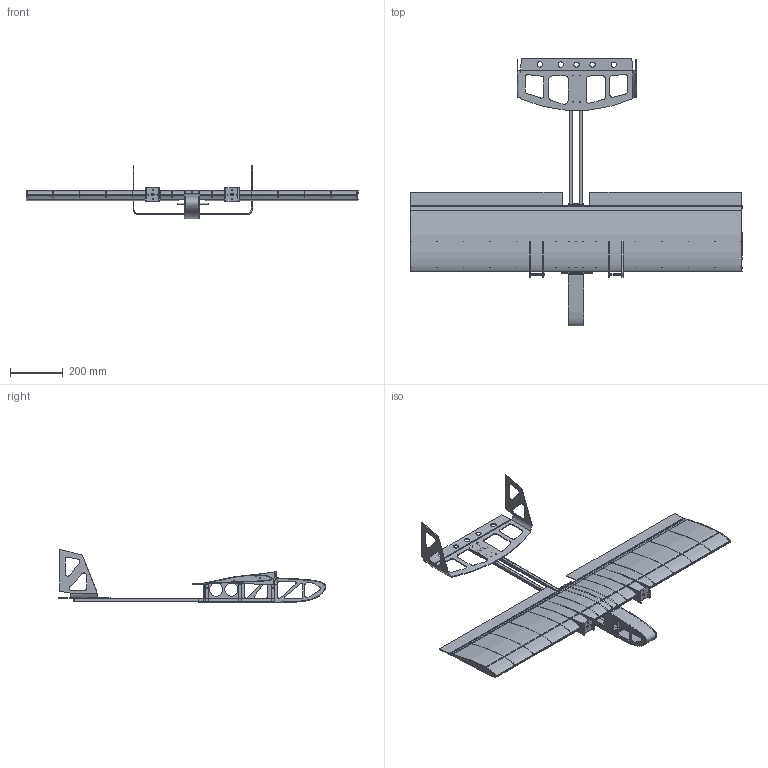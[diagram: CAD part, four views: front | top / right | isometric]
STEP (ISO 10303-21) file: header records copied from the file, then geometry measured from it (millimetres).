
FILE_DESCRIPTION(/* description */ ('STEP AP242'),/* implementation_level */ '2;1');
FILE_NAME(/* name */ 'Assembly.step',/* time_stamp */ '2025-12-27T21:15:43+05:30',/* author */ (''),/* organization */ (''),/* preprocessor_version */ 'ST-DEVELOPER v20.1',/* originating_system */ 'Autodesk Translation Framework v14.21.0.0',/* authorisation */ '');
FILE_SCHEMA (('AUTOMOTIVE_DESIGN { 1 0 10303 214 3 1 1 }'));
Length unit declared in the file: metre
Products named in the file (52): Assembly 2; Part 2 (6); Part 2; Part 2 (9); Part 2 (5); Part 1 (4); Part 1 (8); Part 1 (7); Part 4 (1); Part 1 (2); Part 2 (8); Part 12; Part 1 (8)_1; Part 1 (1); Part 2 (2); Part 5 (1); Part 9; Part 6; Part 1 (11); Part 2 (7); Part 16; Part 10; Part 8; Part 19; Part 3 (1); Part 2 (3); Part 4 (2); Part 2 (4); Part 3 (3); Part 1 (10); Part 1; Part 14; Part 1 (9); Part 1 (6); Part 1 (13); Part 4; Part 1 (12); Part 13; Part 3; Part 1 (3) ...
Assembly tree (52 placements, depth 2):
  Assembly 2
    Part 2 (6)
    Part 2
    Part 2 (9)
    Part 2 (5)
    Part 1 (4)
    Part 1 (8)
    Part 1 (7)
    Part 4 (1)
    Part 1 (2)
    Part 2 (8)
    Part 12
    Part 1_1  x2
    Part 1 (8)_1
    Part 1 (1)
    Part 2 (2)
    Part 5 (1)
    Part 9
    Part 6
    Part 1 (11)
    Part 2 (7)
    Part 16
    Part 10
    Part 8
    Part 19
    Part 3 (1)
    Part 2 (3)
    Part 4 (2)
    Part 2 (4)
    Part 3 (3)
    Part 1 (10)
    Part 1
    Part 14
    Part 1 (9)
    Part 1 (6)
    Part 1 (13)
    Part 4
    Part 1 (12)
    Part 13
    Part 3
    Part 1 (3)
    Part 18
    Part 2 (1)
    Part 7
    Part 1 (5)
    Part 4 (3)
    Part 5
    Part 6 (1)
    Part 17
    Part 11
    Part 3 (2)
    Part 15
Bounding box: 1256 x 1012.06 x 201.55 mm (x, y, z)
Volume: 2033740.5 mm3; surface area: 2851064.2 mm2
Topology: 52 solids, 52 shells, 877 faces, 2308 edges, 1535 vertices
Faces by surface type: plane 517, cylinder 187, bspline 173
Full cylindrical faces by diameter (mm): 3 x12, 3.1 x23, 3.2 x16, 9.5 x2, 20 x5, 50 x4
Entity records: 33258 total; most frequent: CARTESIAN_POINT 10795, ORIENTED_EDGE 4514, DIRECTION 3919, EDGE_CURVE 2257, LINE 1535, VECTOR 1535, VERTEX_POINT 1501, AXIS2_PLACEMENT_3D 1192
